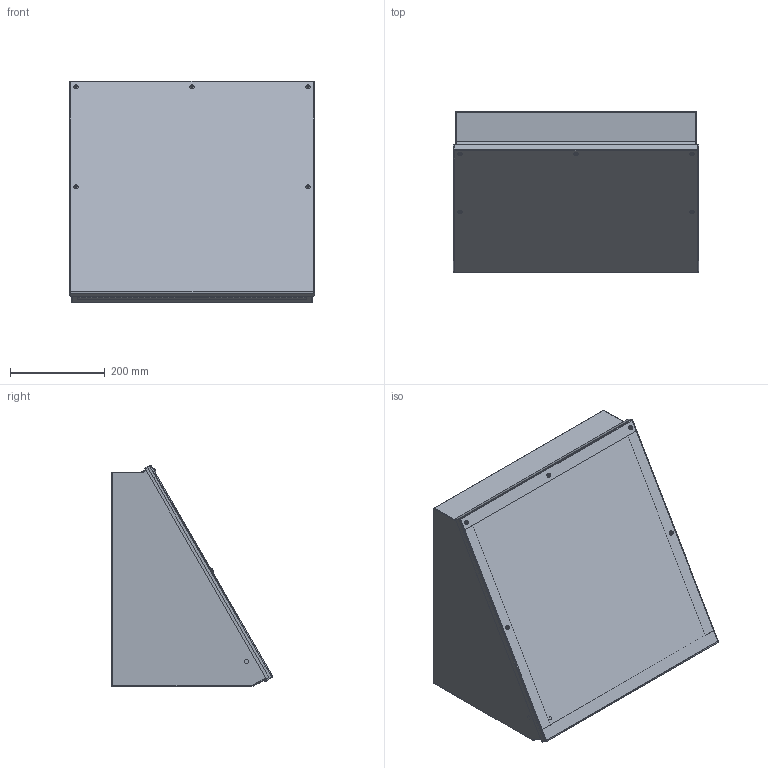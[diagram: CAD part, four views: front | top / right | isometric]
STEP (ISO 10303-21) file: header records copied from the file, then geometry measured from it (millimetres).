
FILE_DESCRIPTION (( 'STEP AP203' ), '1' );
FILE_NAME ('1488LL13_Default.step', '2019-11-12T18:46:51', ( '' ), ( '' ), 'SwSTEP 2.0', 'SolidWorks 2019', '' );
FILE_SCHEMA (( 'CONFIG_CONTROL_DESIGN' ));
Length unit declared in the file: inch
Products named in the file (1): 1488LL13_Default
Bounding box: 516.71 x 339.72 x 467.29 mm (x, y, z)
Volume: 2081744.4 mm3; surface area: 2088367.6 mm2
Topology: 26 solids, 26 shells, 829 faces, 2409 edges, 1585 vertices
Faces by surface type: plane 542, cylinder 239, cone 28, bspline 10, torus 10
Entity records: 28202 total; most frequent: CARTESIAN_POINT 5726, ORIENTED_EDGE 4814, DIRECTION 4647, EDGE_CURVE 2407, VERTEX_POINT 1585, VECTOR 1571, LINE 1571, AXIS2_PLACEMENT_3D 1538
